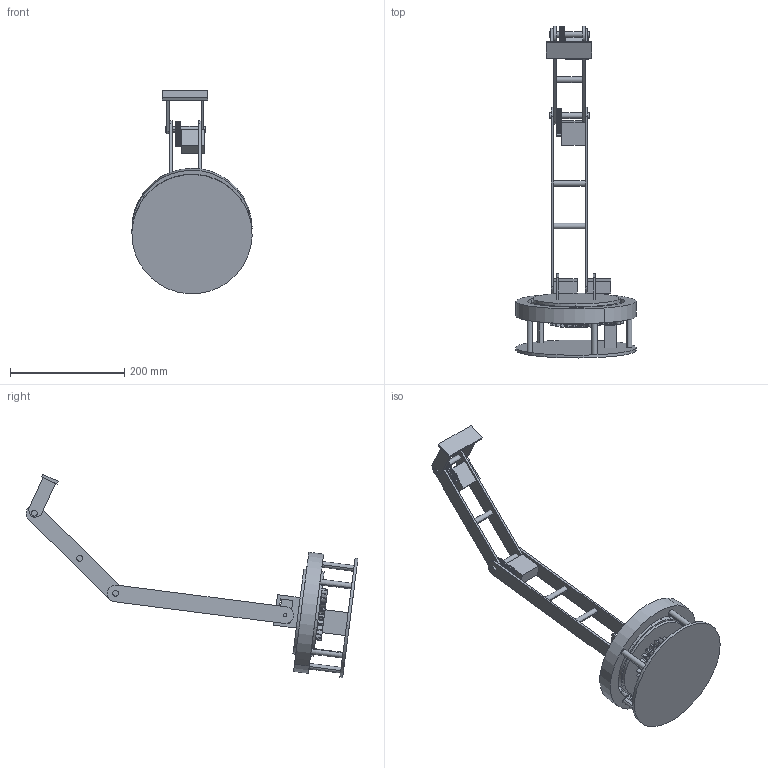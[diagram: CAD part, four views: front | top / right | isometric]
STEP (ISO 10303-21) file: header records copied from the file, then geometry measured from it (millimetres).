
FILE_DESCRIPTION(('CATIA V5 STEP Exchange'),'2;1');
FILE_NAME('Robo2.stp','2018-04-01T18:12:04+00:00',('none'),('none'),'CATIA Version 5 Release 19 GA (IN-10)','CATIA V5 STEP AP203','none');
FILE_SCHEMA(('CONFIG_CONTROL_DESIGN'));
Length unit declared in the file: millimetre
Products named in the file (2): Product1; Product1.1
Assembly tree (31 placements, depth 3):
  Product1
    Product1.1  x5
      #62
    #323  x2
    #667  x2
    #771  x4
    #6201  x2
    #6571
    #7196
    #15715
    #15819
    #21236
    #24014
    #24118  x8
    #24313
Bounding box: 210.77 x 582.05 x 356.91 mm (x, y, z)
Volume: 1342599.5 mm3; surface area: 427835.1 mm2
Topology: 30 solids, 30 shells, 1315 faces, 3928 edges, 2565 vertices
Faces by surface type: cylinder 1062, plane 131, torus 62, revolution 60
Entity records: 24825 total; most frequent: CARTESIAN_POINT 6750, ORIENTED_EDGE 4300, DIRECTION 2724, EDGE_CURVE 2150, AXIS2_PLACEMENT_3D 1581, VERTEX_POINT 1432, CIRCLE 1134, EDGE_LOOP 738
